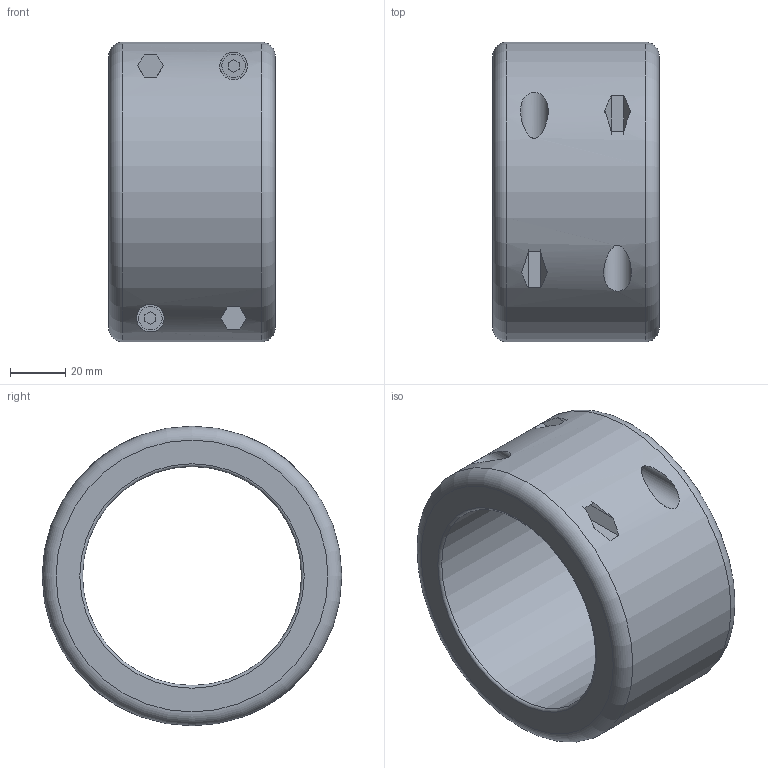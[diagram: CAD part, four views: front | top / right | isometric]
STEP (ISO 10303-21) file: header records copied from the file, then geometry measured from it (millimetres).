
FILE_DESCRIPTION( ( 'STEP AP203' ), '1' );
FILE_NAME( 'FLEXA RQPRO 5524.079.200.stp', '2020-03-24T10:08:01', ( 'License CC BY-ND 4.0' ), ( 'CADENAS' ), ' ', 'PARTsolutions', ' ' );
FILE_SCHEMA( ( 'CONFIG_CONTROL_DESIGN' ) );
Length unit declared in the file: millimetre
Products named in the file (1): _FLEXA RQPRO 5524.079.200
Bounding box: 60 x 108 x 108 mm (x, y, z)
Volume: 243364.2 mm3; surface area: 46821.3 mm2
Topology: 1 solids, 1 shells, 80 faces, 188 edges, 126 vertices
Faces by surface type: plane 66, cylinder 10, torus 4
Full cylindrical faces by diameter (mm): 8.5 x4, 10 x4, 78.9 x1, 108 x1
Entity records: 2524 total; most frequent: CARTESIAN_POINT 693, DIRECTION 362, ORIENTED_EDGE 336, EDGE_CURVE 168, LINE 128, VECTOR 128, VERTEX_POINT 120, AXIS2_PLACEMENT_3D 117
